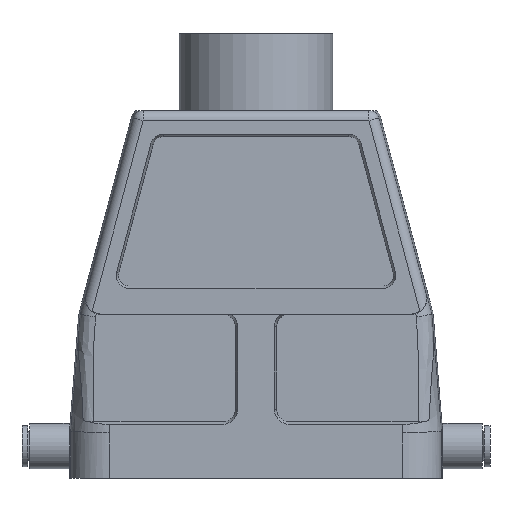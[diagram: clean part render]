
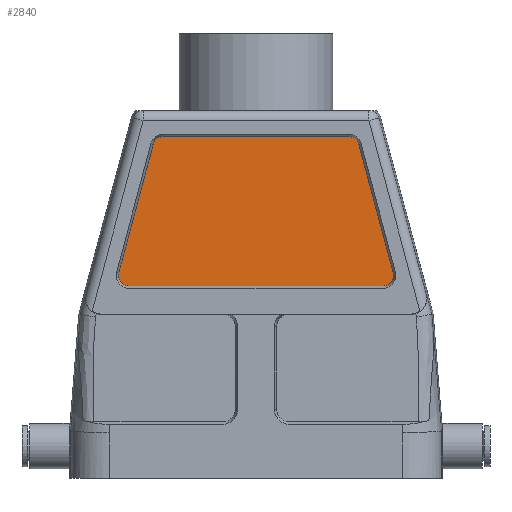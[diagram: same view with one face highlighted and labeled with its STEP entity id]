
A CAD part, front view. The second image highlights one B-rep face of the part: STEP entity #2840.
In plain terms, the highlighted planar face has unit normal (0, -1, 0).
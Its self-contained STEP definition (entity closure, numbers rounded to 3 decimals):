
#2765=CARTESIAN_POINT('',(18.027,-21.25,55.35));
#2766=DIRECTION('',(0.0,1.0,0.0));
#2767=DIRECTION('',(0.0,0.0,1.0));
#2768=AXIS2_PLACEMENT_3D('',#2765,#2766,#2767);
#2769=PLANE('',#2768);
#2770=CARTESIAN_POINT('',(26.701,-21.25,30.879));
#2771=VERTEX_POINT('',#2770);
#2772=CARTESIAN_POINT('',(20.002,-21.25,55.879));
#2773=VERTEX_POINT('',#2772);
#2774=CARTESIAN_POINT('',(26.701,-21.25,30.879));
#2775=DIRECTION('',(-0.259,0.0,0.966));
#2776=VECTOR('',#2775,25.882);
#2777=LINE('',#2774,#2776);
#2778=EDGE_CURVE('',#2771,#2773,#2777,.T.);
#2779=ORIENTED_EDGE('',*,*,#2778,.T.);
#2780=CARTESIAN_POINT('',(18.027,-21.25,57.395));
#2781=VERTEX_POINT('',#2780);
#2782=CARTESIAN_POINT('',(18.027,-21.25,55.35));
#2783=DIRECTION('',(0.0,-1.0,0.0));
#2784=DIRECTION('',(0.0,0.0,1.0));
#2785=AXIS2_PLACEMENT_3D('',#2782,#2783,#2784);
#2786=CIRCLE('',#2785,2.045);
#2787=EDGE_CURVE('',#2773,#2781,#2786,.T.);
#2788=ORIENTED_EDGE('',*,*,#2787,.T.);
#2789=CARTESIAN_POINT('',(-18.027,-21.25,57.395));
#2790=VERTEX_POINT('',#2789);
#2791=CARTESIAN_POINT('',(-18.027,-21.25,57.395));
#2792=DIRECTION('',(1.0,0.0,0.0));
#2793=VECTOR('',#2792,36.054);
#2794=LINE('',#2791,#2793);
#2795=EDGE_CURVE('',#2790,#2781,#2794,.T.);
#2796=ORIENTED_EDGE('',*,*,#2795,.F.);
#2797=CARTESIAN_POINT('',(-20.002,-21.25,55.879));
#2798=VERTEX_POINT('',#2797);
#2799=CARTESIAN_POINT('',(-18.027,-21.25,55.35));
#2800=DIRECTION('',(0.0,1.0,0.0));
#2801=DIRECTION('',(0.0,0.0,1.0));
#2802=AXIS2_PLACEMENT_3D('',#2799,#2800,#2801);
#2803=CIRCLE('',#2802,2.045);
#2804=EDGE_CURVE('',#2798,#2790,#2803,.T.);
#2805=ORIENTED_EDGE('',*,*,#2804,.F.);
#2806=CARTESIAN_POINT('',(-26.701,-21.25,30.879));
#2807=VERTEX_POINT('',#2806);
#2808=CARTESIAN_POINT('',(-26.701,-21.25,30.879));
#2809=DIRECTION('',(0.259,0.0,0.966));
#2810=VECTOR('',#2809,25.882);
#2811=LINE('',#2808,#2810);
#2812=EDGE_CURVE('',#2807,#2798,#2811,.T.);
#2813=ORIENTED_EDGE('',*,*,#2812,.F.);
#2814=CARTESIAN_POINT('',(-24.726,-21.25,28.305));
#2815=VERTEX_POINT('',#2814);
#2816=CARTESIAN_POINT('',(-24.726,-21.25,30.35));
#2817=DIRECTION('',(0.0,-1.0,0.0));
#2818=DIRECTION('',(0.0,0.0,1.0));
#2819=AXIS2_PLACEMENT_3D('',#2816,#2817,#2818);
#2820=CIRCLE('',#2819,2.045);
#2821=EDGE_CURVE('',#2807,#2815,#2820,.T.);
#2822=ORIENTED_EDGE('',*,*,#2821,.T.);
#2823=CARTESIAN_POINT('',(24.726,-21.25,28.305));
#2824=VERTEX_POINT('',#2823);
#2825=CARTESIAN_POINT('',(-24.726,-21.25,28.305));
#2826=DIRECTION('',(1.0,0.0,0.0));
#2827=VECTOR('',#2826,49.452);
#2828=LINE('',#2825,#2827);
#2829=EDGE_CURVE('',#2815,#2824,#2828,.T.);
#2830=ORIENTED_EDGE('',*,*,#2829,.T.);
#2831=CARTESIAN_POINT('',(24.726,-21.25,30.35));
#2832=DIRECTION('',(0.0,-1.0,0.0));
#2833=DIRECTION('',(0.0,0.0,1.0));
#2834=AXIS2_PLACEMENT_3D('',#2831,#2832,#2833);
#2835=CIRCLE('',#2834,2.045);
#2836=EDGE_CURVE('',#2824,#2771,#2835,.T.);
#2837=ORIENTED_EDGE('',*,*,#2836,.T.);
#2838=EDGE_LOOP('',(#2779,#2788,#2796,#2805,#2813,#2822,#2830,#2837));
#2839=FACE_OUTER_BOUND('',#2838,.T.);
#2840=ADVANCED_FACE('',(#2839),#2769,.F.);
